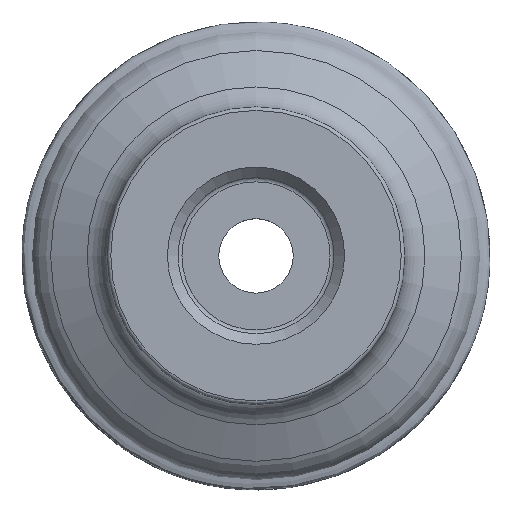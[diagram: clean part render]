
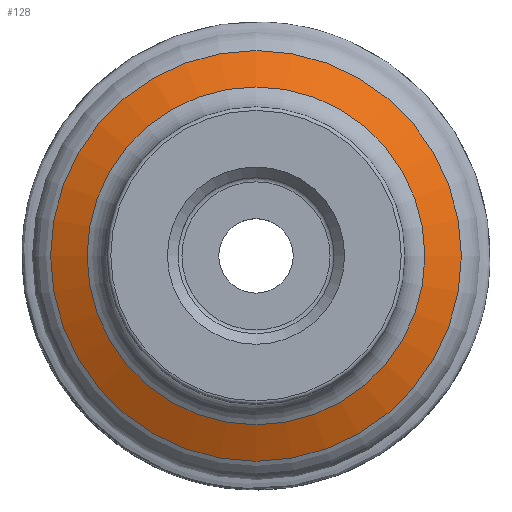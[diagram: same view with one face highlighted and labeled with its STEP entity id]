
A CAD part, top view. The second image highlights one B-rep face of the part: STEP entity #128.
In plain terms, the highlighted conical face has half-angle 64.421 degrees and reference radius 23.841 mm.
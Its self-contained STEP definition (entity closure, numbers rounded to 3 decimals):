
#128=ADVANCED_FACE('S5',(#176,#177),#159,.T.);
#159=CONICAL_SURFACE('',#570,23.841,64.421);
#176=FACE_BOUND('',#239,.T.);
#177=FACE_BOUND('',#240,.T.);
#239=EDGE_LOOP('',(#301));
#240=EDGE_LOOP('',(#302));
#301=ORIENTED_EDGE('',*,*,#395,.T.);
#302=ORIENTED_EDGE('',*,*,#396,.T.);
#363=VERTEX_POINT('',#817);
#364=VERTEX_POINT('',#819);
#395=EDGE_CURVE('',#363,#363,#426,.T.);
#396=EDGE_CURVE('',#364,#364,#427,.T.);
#426=CIRCLE('',#568,28.985);
#427=CIRCLE('',#569,23.841);
#568=AXIS2_PLACEMENT_3D('',#816,#673,#674);
#569=AXIS2_PLACEMENT_3D('',#818,#675,#676);
#570=AXIS2_PLACEMENT_3D('',#820,#677,#678);
#673=DIRECTION('',(0.,0.,1.));
#674=DIRECTION('',(1.,0.,0.));
#675=DIRECTION('',(0.,0.,-1.));
#676=DIRECTION('',(-1.,0.,0.));
#677=DIRECTION('',(0.,0.,-1.));
#678=DIRECTION('',(-1.,0.,0.));
#816=CARTESIAN_POINT('',(0.,0.,-20.472));
#817=CARTESIAN_POINT('',(28.985,0.,-20.472));
#818=CARTESIAN_POINT('',(0.,0.,-18.01));
#819=CARTESIAN_POINT('',(-23.841,0.,-18.01));
#820=CARTESIAN_POINT('',(0.,0.,-18.01));
